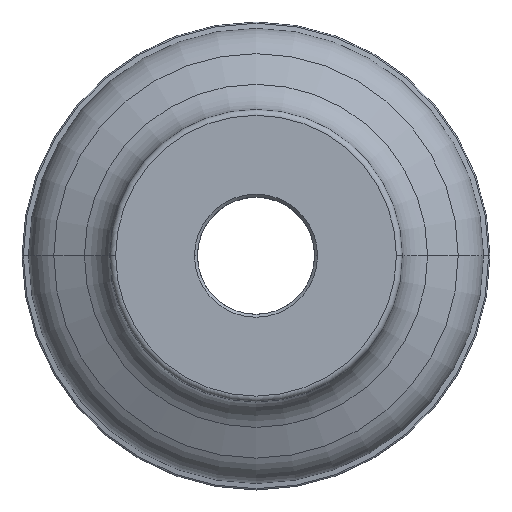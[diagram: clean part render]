
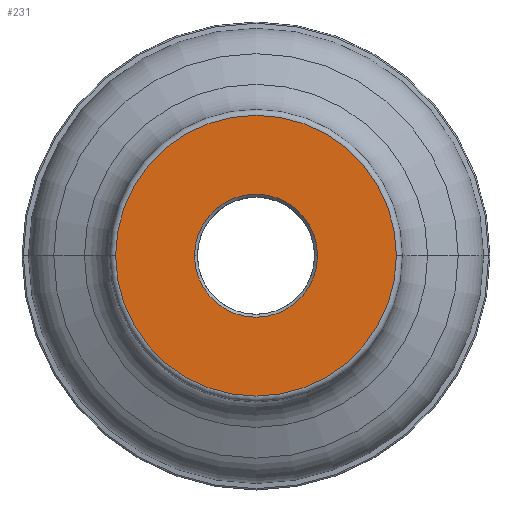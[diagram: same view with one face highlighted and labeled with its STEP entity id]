
A CAD part, top view. The second image highlights one B-rep face of the part: STEP entity #231.
In plain terms, the highlighted planar face has unit normal (0, 0, 1).
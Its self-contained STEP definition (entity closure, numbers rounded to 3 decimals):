
#231=ADVANCED_FACE('',(#296,#297),#289,.F.);
#289=PLANE('',#1493);
#296=FACE_BOUND('',#336,.T.);
#297=FACE_BOUND('',#337,.T.);
#336=EDGE_LOOP('',(#518,#519));
#337=EDGE_LOOP('',(#520,#521));
#518=ORIENTED_EDGE('',*,*,#900,.T.);
#519=ORIENTED_EDGE('',*,*,#901,.T.);
#520=ORIENTED_EDGE('',*,*,#902,.T.);
#521=ORIENTED_EDGE('',*,*,#903,.T.);
#778=VERTEX_POINT('',#2306);
#779=VERTEX_POINT('',#2307);
#780=VERTEX_POINT('',#2310);
#781=VERTEX_POINT('',#2311);
#900=EDGE_CURVE('',#778,#779,#1076,.T.);
#901=EDGE_CURVE('',#779,#778,#1077,.T.);
#902=EDGE_CURVE('',#780,#781,#1078,.T.);
#903=EDGE_CURVE('',#781,#780,#1079,.T.);
#1076=CIRCLE('',#1489,48.);
#1077=CIRCLE('',#1490,48.);
#1078=CIRCLE('',#1491,21.035);
#1079=CIRCLE('',#1492,21.035);
#1489=AXIS2_PLACEMENT_3D('',#2305,#1845,#1846);
#1490=AXIS2_PLACEMENT_3D('',#2308,#1847,#1848);
#1491=AXIS2_PLACEMENT_3D('',#2309,#1849,#1850);
#1492=AXIS2_PLACEMENT_3D('',#2312,#1851,#1852);
#1493=AXIS2_PLACEMENT_3D('',#2313,#1853,#1854);
#1845=DIRECTION('',(0.,0.,1.));
#1846=DIRECTION('',(1.,0.,0.));
#1847=DIRECTION('',(0.,0.,1.));
#1848=DIRECTION('',(-1.,0.,0.));
#1849=DIRECTION('',(0.,0.,-1.));
#1850=DIRECTION('',(1.,0.,0.));
#1851=DIRECTION('',(0.,0.,-1.));
#1852=DIRECTION('',(-1.,0.,0.));
#1853=DIRECTION('',(0.,0.,-1.));
#1854=DIRECTION('',(1.,0.,0.));
#2305=CARTESIAN_POINT('',(0.,0.,0.));
#2306=CARTESIAN_POINT('',(48.,0.,0.));
#2307=CARTESIAN_POINT('',(-48.,0.,0.));
#2308=CARTESIAN_POINT('',(0.,0.,0.));
#2309=CARTESIAN_POINT('',(0.,0.,0.));
#2310=CARTESIAN_POINT('',(21.035,0.,0.));
#2311=CARTESIAN_POINT('',(-21.035,0.,0.));
#2312=CARTESIAN_POINT('',(0.,0.,0.));
#2313=CARTESIAN_POINT('',(0.,0.,0.));
